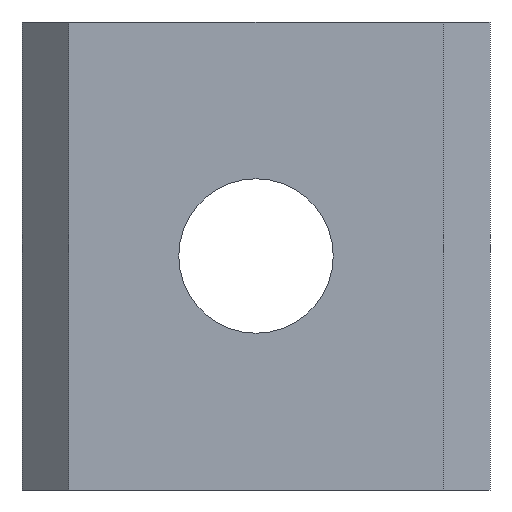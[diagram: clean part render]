
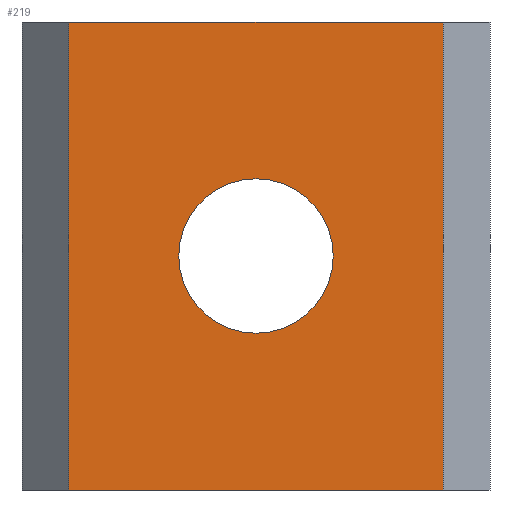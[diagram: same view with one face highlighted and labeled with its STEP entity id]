
A CAD part, front view. The second image highlights one B-rep face of the part: STEP entity #219.
In plain terms, the highlighted planar face has unit normal (0, -1, 0).
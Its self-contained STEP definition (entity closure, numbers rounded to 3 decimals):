
#4 = EDGE_LOOP ( 'NONE', ( #174, #425, #244, #289 ) ) ;
#11 = DIRECTION ( 'NONE',  ( 0., 0., 1. ) ) ;
#22 = CARTESIAN_POINT ( 'NONE',  ( 4., 0., 0. ) ) ;
#28 = DIRECTION ( 'NONE',  ( 0., 1., 0. ) ) ;
#30 = DIRECTION ( 'NONE',  ( 0., 1., 0. ) ) ;
#31 = CARTESIAN_POINT ( 'NONE',  ( -4., 0., 0. ) ) ;
#48 = CIRCLE ( 'NONE', #348, 1.65 ) ;
#56 = CARTESIAN_POINT ( 'NONE',  ( 0., 0., 6.65 ) ) ;
#59 = CIRCLE ( 'NONE', #126, 1.65 ) ;
#60 = DIRECTION ( 'NONE',  ( 0., 1., 0. ) ) ;
#62 = CARTESIAN_POINT ( 'NONE',  ( 0., 0., 5. ) ) ;
#76 = EDGE_CURVE ( 'NONE', #489, #267, #459, .T. ) ;
#84 = DIRECTION ( 'NONE',  ( 1., 0., 0. ) ) ;
#104 = VERTEX_POINT ( 'NONE', #492 ) ;
#126 = AXIS2_PLACEMENT_3D ( 'NONE', #222, #30, #454 ) ;
#129 = LINE ( 'NONE', #467, #234 ) ;
#132 = EDGE_CURVE ( 'NONE', #104, #139, #129, .T. ) ;
#136 = CARTESIAN_POINT ( 'NONE',  ( 4., 0., 10. ) ) ;
#139 = VERTEX_POINT ( 'NONE', #159 ) ;
#145 = FACE_BOUND ( 'NONE', #310, .T. ) ;
#159 = CARTESIAN_POINT ( 'NONE',  ( 4., 0., 10. ) ) ;
#168 = DIRECTION ( 'NONE',  ( 0., 0., -1. ) ) ;
#172 = CARTESIAN_POINT ( 'NONE',  ( 0., 0., 3.35 ) ) ;
#173 = CARTESIAN_POINT ( 'NONE',  ( -4., 0., 0. ) ) ;
#174 = ORIENTED_EDGE ( 'NONE', *, *, #76, .T. ) ;
#216 = FACE_OUTER_BOUND ( 'NONE', #4, .T. ) ;
#217 = VECTOR ( 'NONE', #413, 1000. ) ;
#219 = ADVANCED_FACE ( 'NONE', ( #145, #216 ), #411, .F. ) ;
#220 = LINE ( 'NONE', #334, #217 ) ;
#222 = CARTESIAN_POINT ( 'NONE',  ( 0., 0., 5. ) ) ;
#234 = VECTOR ( 'NONE', #84, 1000. ) ;
#244 = ORIENTED_EDGE ( 'NONE', *, *, #132, .F. ) ;
#245 = EDGE_CURVE ( 'NONE', #460, #486, #59, .T. ) ;
#267 = VERTEX_POINT ( 'NONE', #22 ) ;
#289 = ORIENTED_EDGE ( 'NONE', *, *, #293, .T. ) ;
#293 = EDGE_CURVE ( 'NONE', #104, #489, #220, .T. ) ;
#299 = VECTOR ( 'NONE', #338, 1000. ) ;
#310 = EDGE_LOOP ( 'NONE', ( #328, #404 ) ) ;
#328 = ORIENTED_EDGE ( 'NONE', *, *, #373, .T. ) ;
#334 = CARTESIAN_POINT ( 'NONE',  ( -4., 0., 10. ) ) ;
#338 = DIRECTION ( 'NONE',  ( 1., 0., 0. ) ) ;
#348 = AXIS2_PLACEMENT_3D ( 'NONE', #62, #60, #11 ) ;
#373 = EDGE_CURVE ( 'NONE', #486, #460, #48, .T. ) ;
#384 = EDGE_CURVE ( 'NONE', #139, #267, #474, .T. ) ;
#404 = ORIENTED_EDGE ( 'NONE', *, *, #245, .T. ) ;
#405 = AXIS2_PLACEMENT_3D ( 'NONE', #493, #28, #488 ) ;
#411 = PLANE ( 'NONE',  #405 ) ;
#413 = DIRECTION ( 'NONE',  ( 0., 0., -1. ) ) ;
#425 = ORIENTED_EDGE ( 'NONE', *, *, #384, .F. ) ;
#454 = DIRECTION ( 'NONE',  ( 0., 0., 1. ) ) ;
#459 = LINE ( 'NONE', #31, #299 ) ;
#460 = VERTEX_POINT ( 'NONE', #172 ) ;
#467 = CARTESIAN_POINT ( 'NONE',  ( -4., 0., 10. ) ) ;
#471 = VECTOR ( 'NONE', #168, 1000. ) ;
#474 = LINE ( 'NONE', #136, #471 ) ;
#486 = VERTEX_POINT ( 'NONE', #56 ) ;
#488 = DIRECTION ( 'NONE',  ( 0., 0., 1. ) ) ;
#489 = VERTEX_POINT ( 'NONE', #173 ) ;
#492 = CARTESIAN_POINT ( 'NONE',  ( -4., 0., 10. ) ) ;
#493 = CARTESIAN_POINT ( 'NONE',  ( -4., 0., 10. ) ) ;
